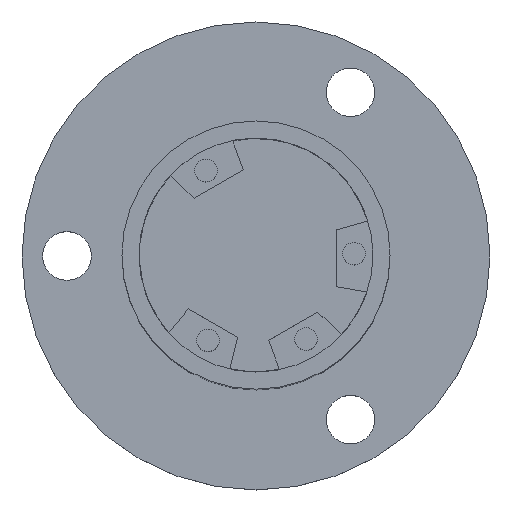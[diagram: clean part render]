
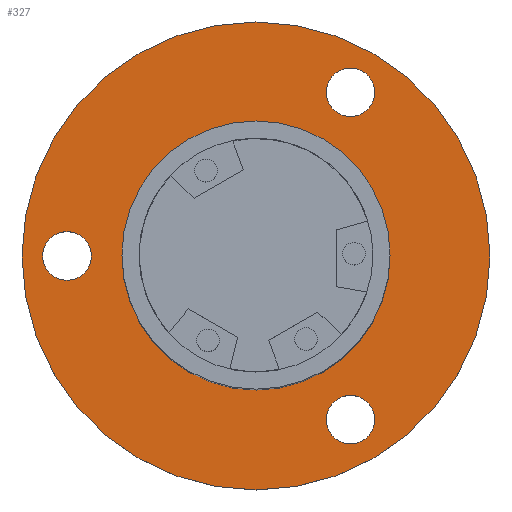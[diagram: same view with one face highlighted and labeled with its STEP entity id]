
A CAD part, top view. The second image highlights one B-rep face of the part: STEP entity #327.
In plain terms, the highlighted planar face has unit normal (0, 0, 1).
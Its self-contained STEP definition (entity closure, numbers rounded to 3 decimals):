
#44=PLANE('',#1322);
#80=FACE_BOUND('',#474,.T.);
#81=FACE_BOUND('',#475,.T.);
#82=FACE_BOUND('',#476,.T.);
#83=FACE_BOUND('',#477,.T.);
#84=FACE_BOUND('',#478,.T.);
#327=ADVANCED_FACE('',(#80,#81,#82,#83,#84),#44,.F.);
#474=EDGE_LOOP('',(#664,#665));
#475=EDGE_LOOP('',(#666,#667));
#476=EDGE_LOOP('',(#668,#669));
#477=EDGE_LOOP('',(#670,#671));
#478=EDGE_LOOP('',(#672,#673));
#664=ORIENTED_EDGE('',*,*,#1035,.F.);
#665=ORIENTED_EDGE('',*,*,#1092,.F.);
#666=ORIENTED_EDGE('',*,*,#1039,.F.);
#667=ORIENTED_EDGE('',*,*,#1093,.F.);
#668=ORIENTED_EDGE('',*,*,#1043,.F.);
#669=ORIENTED_EDGE('',*,*,#1094,.F.);
#670=ORIENTED_EDGE('',*,*,#1051,.F.);
#671=ORIENTED_EDGE('',*,*,#1095,.F.);
#672=ORIENTED_EDGE('',*,*,#1049,.T.);
#673=ORIENTED_EDGE('',*,*,#1096,.T.);
#924=VERTEX_POINT('',#1926);
#925=VERTEX_POINT('',#1927);
#928=VERTEX_POINT('',#1935);
#929=VERTEX_POINT('',#1936);
#932=VERTEX_POINT('',#1944);
#933=VERTEX_POINT('',#1945);
#938=VERTEX_POINT('',#1956);
#939=VERTEX_POINT('',#1958);
#940=VERTEX_POINT('',#1962);
#941=VERTEX_POINT('',#1963);
#1035=EDGE_CURVE('',#924,#925,#1175,.T.);
#1039=EDGE_CURVE('',#928,#929,#1177,.T.);
#1043=EDGE_CURVE('',#932,#933,#1179,.T.);
#1049=EDGE_CURVE('',#939,#938,#1182,.T.);
#1051=EDGE_CURVE('',#940,#941,#1183,.T.);
#1092=EDGE_CURVE('',#925,#924,#1202,.T.);
#1093=EDGE_CURVE('',#929,#928,#1203,.T.);
#1094=EDGE_CURVE('',#933,#932,#1204,.T.);
#1095=EDGE_CURVE('',#941,#940,#1205,.T.);
#1096=EDGE_CURVE('',#938,#939,#1206,.T.);
#1175=CIRCLE('',#1278,2.7);
#1177=CIRCLE('',#1281,2.7);
#1179=CIRCLE('',#1284,2.7);
#1182=CIRCLE('',#1288,14.9);
#1183=CIRCLE('',#1290,26.);
#1202=CIRCLE('',#1317,2.7);
#1203=CIRCLE('',#1318,2.7);
#1204=CIRCLE('',#1319,2.7);
#1205=CIRCLE('',#1320,26.);
#1206=CIRCLE('',#1321,14.9);
#1278=AXIS2_PLACEMENT_3D('',#1925,#1511,#1512);
#1281=AXIS2_PLACEMENT_3D('',#1934,#1519,#1520);
#1284=AXIS2_PLACEMENT_3D('',#1943,#1527,#1528);
#1288=AXIS2_PLACEMENT_3D('',#1957,#1538,#1539);
#1290=AXIS2_PLACEMENT_3D('',#1961,#1543,#1544);
#1317=AXIS2_PLACEMENT_3D('',#2040,#1619,#1620);
#1318=AXIS2_PLACEMENT_3D('',#2041,#1621,#1622);
#1319=AXIS2_PLACEMENT_3D('',#2042,#1623,#1624);
#1320=AXIS2_PLACEMENT_3D('',#2043,#1625,#1626);
#1321=AXIS2_PLACEMENT_3D('',#2044,#1627,#1628);
#1322=AXIS2_PLACEMENT_3D('',#2045,#1629,#1630);
#1511=DIRECTION('',(0.,0.,1.));
#1512=DIRECTION('',(-1.,0.,0.));
#1519=DIRECTION('',(0.,0.,1.));
#1520=DIRECTION('',(-1.,0.,0.));
#1527=DIRECTION('',(0.,0.,1.));
#1528=DIRECTION('',(-1.,0.,0.));
#1538=DIRECTION('',(0.,0.,-1.));
#1539=DIRECTION('',(-1.,0.,0.));
#1543=DIRECTION('',(0.,0.,-1.));
#1544=DIRECTION('',(-1.,0.,0.));
#1619=DIRECTION('',(0.,0.,1.));
#1620=DIRECTION('',(-1.,0.,0.));
#1621=DIRECTION('',(0.,0.,1.));
#1622=DIRECTION('',(-1.,0.,0.));
#1623=DIRECTION('',(0.,0.,1.));
#1624=DIRECTION('',(-1.,0.,0.));
#1625=DIRECTION('',(0.,0.,-1.));
#1626=DIRECTION('',(-1.,0.,0.));
#1627=DIRECTION('',(0.,0.,-1.));
#1628=DIRECTION('',(-1.,0.,0.));
#1629=DIRECTION('',(0.,0.,-1.));
#1630=DIRECTION('',(1.,0.,0.));
#1925=CARTESIAN_POINT('',(10.5,18.187,20.8));
#1926=CARTESIAN_POINT('',(7.8,18.187,20.8));
#1927=CARTESIAN_POINT('',(13.2,18.187,20.8));
#1934=CARTESIAN_POINT('',(10.5,-18.187,20.8));
#1935=CARTESIAN_POINT('',(7.8,-18.187,20.8));
#1936=CARTESIAN_POINT('',(13.2,-18.187,20.8));
#1943=CARTESIAN_POINT('',(-21.,0.,20.8));
#1944=CARTESIAN_POINT('',(-23.7,0.,20.8));
#1945=CARTESIAN_POINT('',(-18.3,0.,20.8));
#1956=CARTESIAN_POINT('',(14.9,0.,20.8));
#1957=CARTESIAN_POINT('',(0.,0.,20.8));
#1958=CARTESIAN_POINT('',(-14.9,0.,20.8));
#1961=CARTESIAN_POINT('',(0.,0.,20.8));
#1962=CARTESIAN_POINT('',(-26.,0.,20.8));
#1963=CARTESIAN_POINT('',(26.,0.,20.8));
#2040=CARTESIAN_POINT('',(10.5,18.187,20.8));
#2041=CARTESIAN_POINT('',(10.5,-18.187,20.8));
#2042=CARTESIAN_POINT('',(-21.,0.,20.8));
#2043=CARTESIAN_POINT('',(0.,0.,20.8));
#2044=CARTESIAN_POINT('',(0.,0.,20.8));
#2045=CARTESIAN_POINT('',(0.,0.,20.8));
